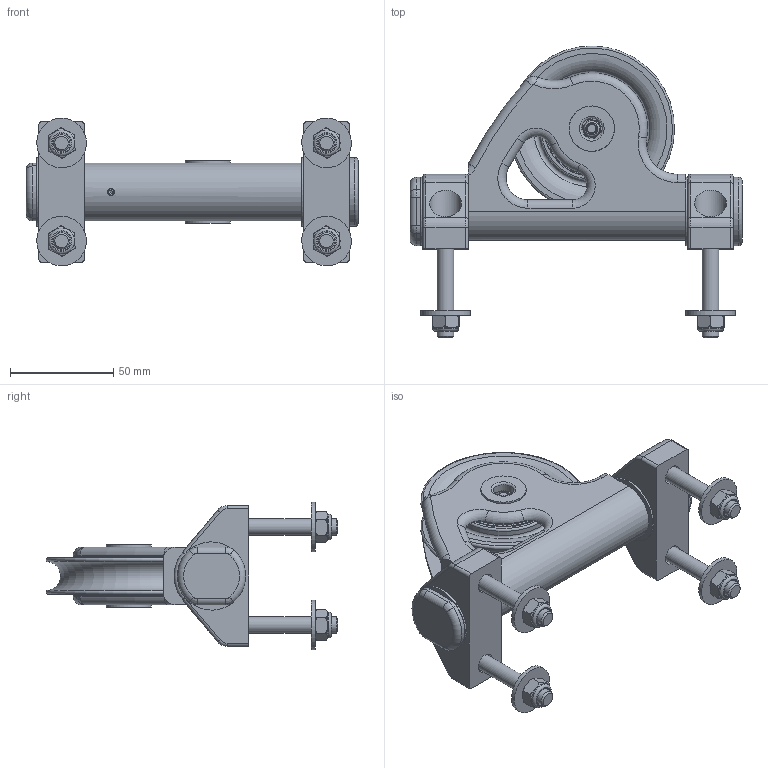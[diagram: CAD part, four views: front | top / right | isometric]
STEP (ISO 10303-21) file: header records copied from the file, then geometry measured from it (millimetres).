
FILE_DESCRIPTION(/* description */ (''),/* implementation_level */ '2;1');
FILE_NAME(/* name */ '00821.stp',/* time_stamp */ '2018-10-05T10:16:12+02:00',/* author */ ('francesca'),/* organization */ (''),/* preprocessor_version */ 'ST-DEVELOPER v16.5',/* originating_system */ 'Autodesk Inventor 2017',/* authorisation */ '');
FILE_SCHEMA (('AUTOMOTIVE_DESIGN { 1 0 10303 214 3 1 1 }'));
Length unit declared in the file: millimetre
Products named in the file (1): 17022700
Bounding box: 160.5 x 141.09 x 71.39 mm (x, y, z)
Volume: 224176.2 mm3; surface area: 86889.7 mm2
Topology: 1 solids, 4 shells, 501 faces, 1050 edges, 686 vertices
Faces by surface type: plane 196, cylinder 149, torus 76, sphere 54, cone 18, bspline 8
Full cylindrical faces by diameter (mm): 5 x2, 5.5 x2, 7.5 x1, 8 x8, 8.4 x8, 8.5 x1, 9.2 x4, 9.6 x4, 10 x1, 12.5 x4, 13 x4, 14 x4, 15.4 x4, 15.8 x4, 16 x6, 19.9 x3, 20 x1, 21.9 x2, 22 x1, 24 x6, 24.2 x2, 24.3 x2, 33 x2, 33.2 x1, 36 x2, 50.8 x2
Entity records: 13714 total; most frequent: CARTESIAN_POINT 3531, DIRECTION 2225, ORIENTED_EDGE 1744, AXIS2_PLACEMENT_3D 976, EDGE_CURVE 872, EDGE_LOOP 787, VERTEX_POINT 647, FACE_OUTER_BOUND 501
